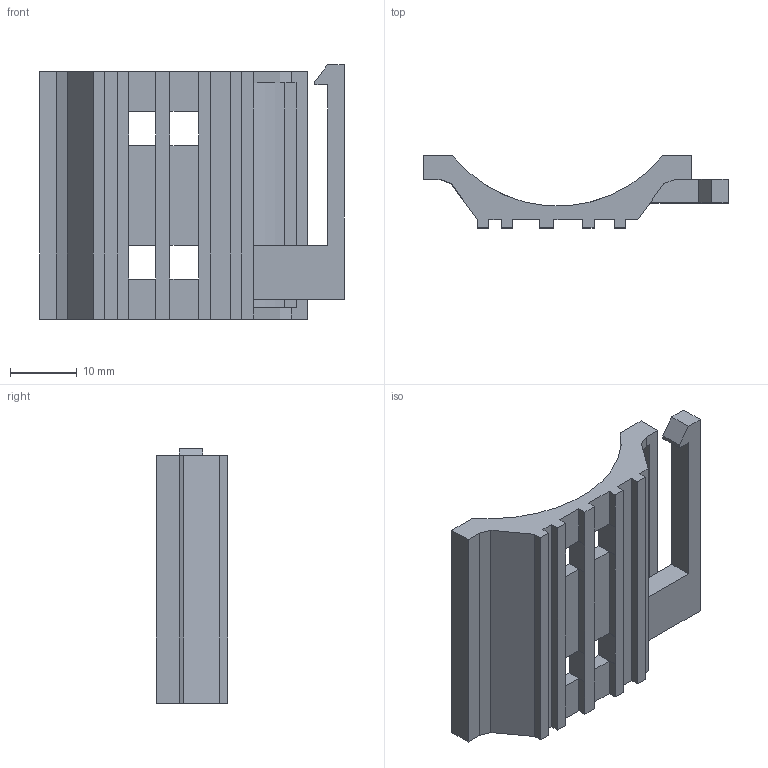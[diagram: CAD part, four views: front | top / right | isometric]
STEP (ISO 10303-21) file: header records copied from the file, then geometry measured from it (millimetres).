
FILE_DESCRIPTION (( 'STEP AP214' ), '1' );
FILE_NAME ('1198040.stp', '2019-02-11T14:30:27', ( '' ), ( '' ), 'SwSTEP 2.0', 'SolidWorks 2018', '' );
FILE_SCHEMA (( 'AUTOMOTIVE_DESIGN' ));
Length unit declared in the file: millimetre
Products named in the file (1): 1198040
Bounding box: 45.5 x 10.75 x 38 mm (x, y, z)
Volume: 5822.3 mm3; surface area: 5046.7 mm2
Topology: 1 solids, 1 shells, 83 faces, 235 edges, 150 vertices
Faces by surface type: plane 80, cylinder 3
Entity records: 2665 total; most frequent: CARTESIAN_POINT 493, ORIENTED_EDGE 470, DIRECTION 401, EDGE_CURVE 235, VECTOR 221, LINE 221, VERTEX_POINT 150, AXIS2_PLACEMENT_3D 90
